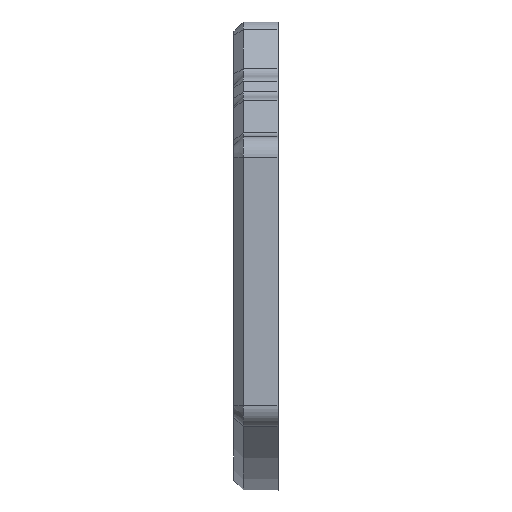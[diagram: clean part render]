
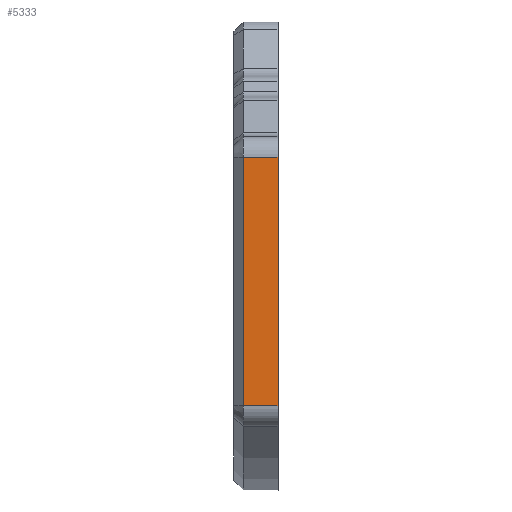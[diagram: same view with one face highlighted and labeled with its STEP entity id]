
A CAD part, left-side view. The second image highlights one B-rep face of the part: STEP entity #5333.
In plain terms, the highlighted planar face has unit normal (-1, 0, 0).
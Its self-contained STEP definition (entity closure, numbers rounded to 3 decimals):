
#347=FACE_OUTER_BOUND('',#632,.T.);
#632=EDGE_LOOP('',(#3833,#3834,#3835,#3836));
#947=LINE('',#7422,#1603);
#1022=LINE('',#7769,#1678);
#1064=LINE('',#7887,#1720);
#1065=LINE('',#7889,#1721);
#1603=VECTOR('',#5990,10.);
#1678=VECTOR('',#6229,10.);
#1720=VECTOR('',#6359,10.);
#1721=VECTOR('',#6362,10.);
#2264=VERTEX_POINT('',#7419);
#2265=VERTEX_POINT('',#7421);
#2355=VERTEX_POINT('',#7731);
#2364=VERTEX_POINT('',#7765);
#2774=EDGE_CURVE('',#2264,#2265,#947,.T.);
#2903=EDGE_CURVE('',#2355,#2364,#1022,.T.);
#2963=EDGE_CURVE('',#2264,#2364,#1064,.T.);
#2964=EDGE_CURVE('',#2265,#2355,#1065,.T.);
#3833=ORIENTED_EDGE('',*,*,#2903,.F.);
#3834=ORIENTED_EDGE('',*,*,#2964,.F.);
#3835=ORIENTED_EDGE('',*,*,#2774,.F.);
#3836=ORIENTED_EDGE('',*,*,#2963,.T.);
#5076=PLANE('',#5701);
#5333=ADVANCED_FACE('',(#347),#5076,.T.);
#5701=AXIS2_PLACEMENT_3D('',#7888,#6360,#6361);
#5990=DIRECTION('',(0.,0.,-1.));
#6229=DIRECTION('',(0.,0.,1.));
#6359=DIRECTION('',(0.,1.,0.));
#6360=DIRECTION('center_axis',(-1.,0.,0.));
#6361=DIRECTION('ref_axis',(0.,0.,1.));
#6362=DIRECTION('',(0.,1.,0.));
#7419=CARTESIAN_POINT('',(-22.,-5.6,15.));
#7421=CARTESIAN_POINT('',(-22.,-5.6,-67.3));
#7422=CARTESIAN_POINT('',(-22.,-5.6,-67.3));
#7731=CARTESIAN_POINT('',(-22.,6.,-67.3));
#7765=CARTESIAN_POINT('',(-22.,6.,15.));
#7769=CARTESIAN_POINT('',(-22.,6.,-42.594));
#7887=CARTESIAN_POINT('',(-22.,0.,15.));
#7888=CARTESIAN_POINT('Origin',(-22.,0.,-67.3));
#7889=CARTESIAN_POINT('',(-22.,0.,-67.3));
